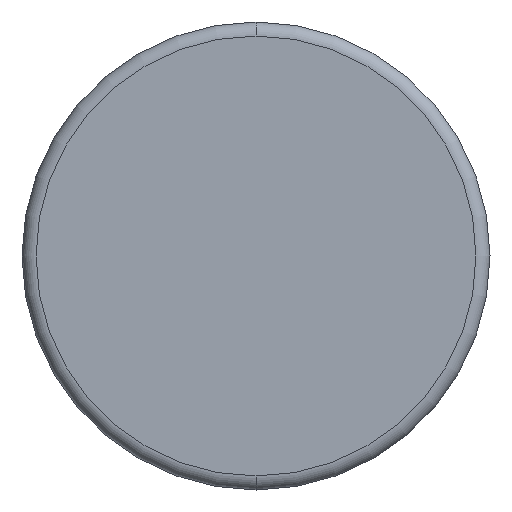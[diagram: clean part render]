
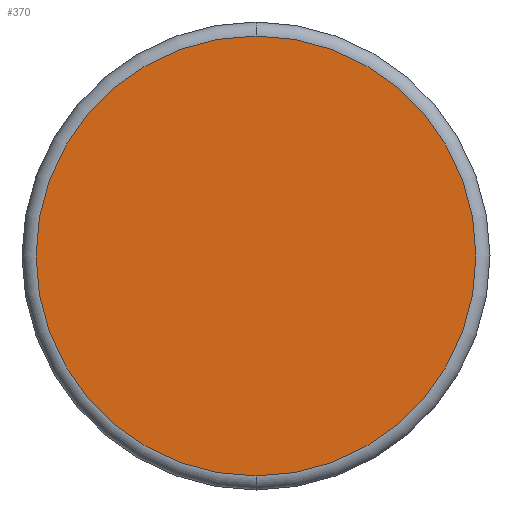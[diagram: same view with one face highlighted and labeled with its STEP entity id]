
A CAD part, front view. The second image highlights one B-rep face of the part: STEP entity #370.
In plain terms, the highlighted planar face has unit normal (0, -1, 0).
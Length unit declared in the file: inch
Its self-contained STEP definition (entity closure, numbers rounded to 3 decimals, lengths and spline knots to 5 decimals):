
#11 = FACE_OUTER_BOUND ( 'NONE', #61, .T. ) ;
#25 = CARTESIAN_POINT ( 'NONE',  ( 0., 0., -0.47 ) ) ;
#46 = DIRECTION ( 'NONE',  ( 0., 0., -1. ) ) ;
#57 = CIRCLE ( 'NONE', #145, 0.47 ) ;
#61 = EDGE_LOOP ( 'NONE', ( #218, #375 ) ) ;
#64 = AXIS2_PLACEMENT_3D ( 'NONE', #268, #116, #46 ) ;
#84 = EDGE_CURVE ( 'NONE', #372, #287, #57, .T. ) ;
#88 = DIRECTION ( 'NONE',  ( 0., -1., 0. ) ) ;
#107 = DIRECTION ( 'NONE',  ( 0., -1., 0. ) ) ;
#116 = DIRECTION ( 'NONE',  ( 0., -1., 0. ) ) ;
#145 = AXIS2_PLACEMENT_3D ( 'NONE', #293, #107, #234 ) ;
#204 = PLANE ( 'NONE',  #64 ) ;
#218 = ORIENTED_EDGE ( 'NONE', *, *, #254, .T. ) ;
#224 = CIRCLE ( 'NONE', #230, 0.47 ) ;
#230 = AXIS2_PLACEMENT_3D ( 'NONE', #374, #88, #243 ) ;
#234 = DIRECTION ( 'NONE',  ( 0., 0., -1. ) ) ;
#243 = DIRECTION ( 'NONE',  ( 0., 0., -1. ) ) ;
#254 = EDGE_CURVE ( 'NONE', #287, #372, #224, .T. ) ;
#268 = CARTESIAN_POINT ( 'NONE',  ( 0., 0., 0. ) ) ;
#287 = VERTEX_POINT ( 'NONE', #25 ) ;
#293 = CARTESIAN_POINT ( 'NONE',  ( 0., 0., 0. ) ) ;
#345 = CARTESIAN_POINT ( 'NONE',  ( 0., 0., 0.47 ) ) ;
#370 = ADVANCED_FACE ( 'NONE', ( #11 ), #204, .T. ) ;
#372 = VERTEX_POINT ( 'NONE', #345 ) ;
#374 = CARTESIAN_POINT ( 'NONE',  ( 0., 0., 0. ) ) ;
#375 = ORIENTED_EDGE ( 'NONE', *, *, #84, .T. ) ;
